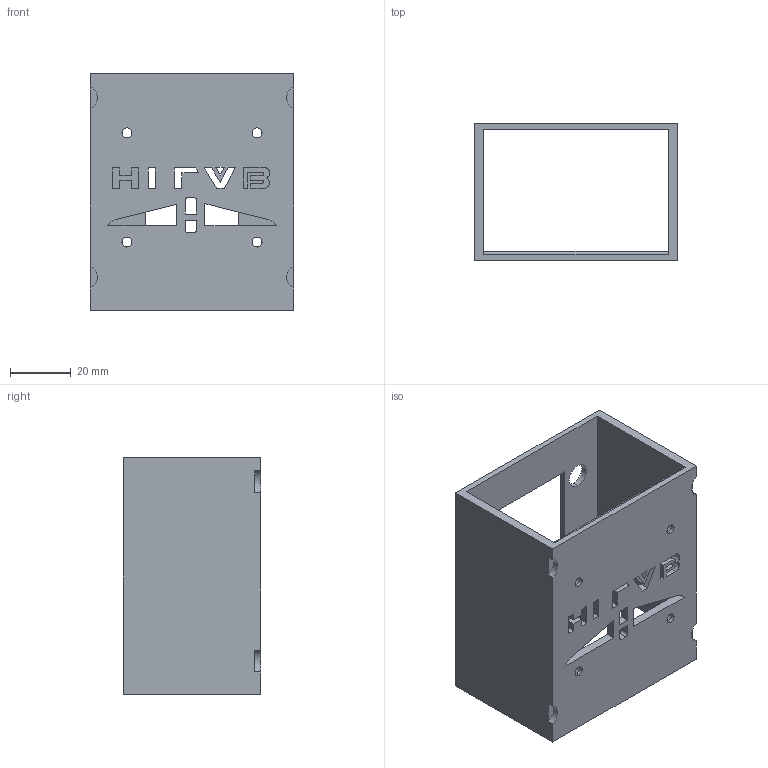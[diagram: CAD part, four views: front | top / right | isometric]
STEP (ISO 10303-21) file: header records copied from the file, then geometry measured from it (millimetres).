
FILE_DESCRIPTION (( 'STEP AP214' ), '1' );
FILE_NAME ('µç³Ø¿Ç .STEP', '2025-12-11T06:42:14', ( '' ), ( '' ), 'SwSTEP 2.0', 'SolidWorks 2022', '' );
FILE_SCHEMA (( 'AUTOMOTIVE_DESIGN' ));
Length unit declared in the file: millimetre
Products named in the file (1): 萇喀褲 
Bounding box: 67 x 45.3 x 78 mm (x, y, z)
Volume: 39272.3 mm3; surface area: 31310.6 mm2
Topology: 1 solids, 1 shells, 131 faces, 378 edges, 252 vertices
Faces by surface type: plane 81, cylinder 50
Entity records: 4426 total; most frequent: CARTESIAN_POINT 762, ORIENTED_EDGE 756, DIRECTION 742, EDGE_CURVE 378, VECTOR 278, LINE 278, VERTEX_POINT 252, AXIS2_PLACEMENT_3D 232
